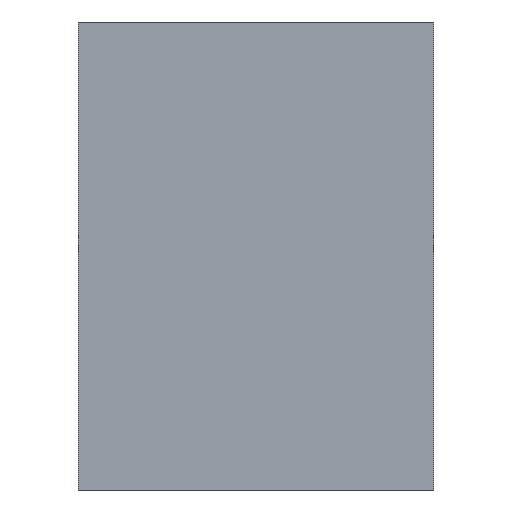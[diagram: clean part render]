
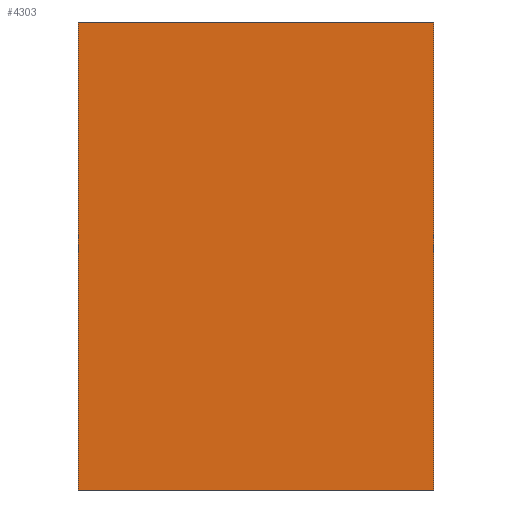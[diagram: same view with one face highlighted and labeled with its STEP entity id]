
A CAD part, left-side view. The second image highlights one B-rep face of the part: STEP entity #4303.
In plain terms, the highlighted planar face has unit normal (-1, 0, 0).
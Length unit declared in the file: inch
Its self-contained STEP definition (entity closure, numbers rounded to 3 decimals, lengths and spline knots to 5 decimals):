
#1=DIRECTION('',(0.,-1.,0.));
#2=VECTOR('',#1,3.75);
#3=CARTESIAN_POINT('',(0.,0.,0.));
#4=LINE('',#3,#2);
#27=DIRECTION('',(0.,0.,1.));
#28=VECTOR('',#27,4.938);
#29=CARTESIAN_POINT('',(0.,0.,0.));
#30=LINE('',#29,#28);
#248=DIRECTION('',(0.,0.,1.));
#249=VECTOR('',#248,4.938);
#250=CARTESIAN_POINT('',(0.,-3.75,0.));
#251=LINE('',#250,#249);
#292=DIRECTION('',(0.,-1.,0.));
#293=VECTOR('',#292,3.75);
#294=CARTESIAN_POINT('',(0.,0.,4.938));
#295=LINE('',#294,#293);
#3629=CARTESIAN_POINT('',(0.,0.,0.));
#3630=CARTESIAN_POINT('',(0.,-3.75,0.));
#3631=VERTEX_POINT('',#3629);
#3632=VERTEX_POINT('',#3630);
#3637=CARTESIAN_POINT('',(0.,0.,4.938));
#3638=CARTESIAN_POINT('',(0.,-3.75,4.938));
#3639=VERTEX_POINT('',#3637);
#3640=VERTEX_POINT('',#3638);
#4289=CARTESIAN_POINT('',(0.,0.,0.));
#4290=DIRECTION('',(-1.,0.,0.));
#4291=DIRECTION('',(0.,-1.,0.));
#4292=AXIS2_PLACEMENT_3D('',#4289,#4290,#4291);
#4293=PLANE('',#4292);
#4294=ORIENTED_EDGE('',*,*,#4272,.F.);
#4296=ORIENTED_EDGE('',*,*,#4295,.T.);
#4298=ORIENTED_EDGE('',*,*,#4297,.T.);
#4300=ORIENTED_EDGE('',*,*,#4299,.F.);
#4301=EDGE_LOOP('',(#4294,#4296,#4298,#4300));
#4302=FACE_OUTER_BOUND('',#4301,.F.);
#4303=ADVANCED_FACE('',(#4302),#4293,.T.);
#4272=EDGE_CURVE('',#3631,#3632,#4,.T.);
#4295=EDGE_CURVE('',#3631,#3639,#30,.T.);
#4297=EDGE_CURVE('',#3639,#3640,#295,.T.);
#4299=EDGE_CURVE('',#3632,#3640,#251,.T.);
